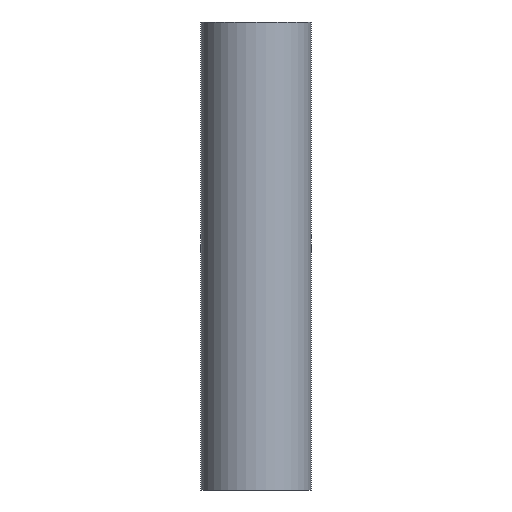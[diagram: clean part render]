
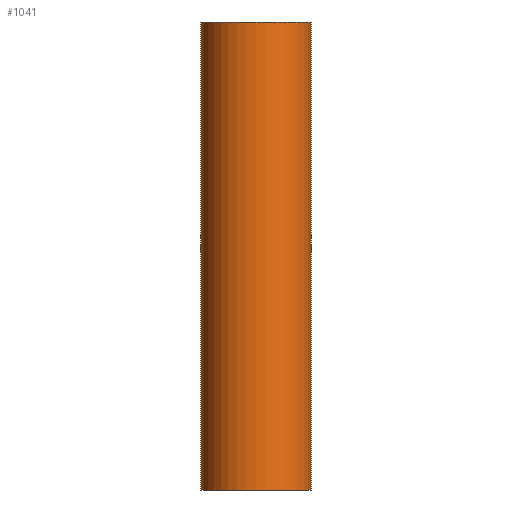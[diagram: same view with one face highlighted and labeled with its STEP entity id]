
A CAD part, front view. The second image highlights one B-rep face of the part: STEP entity #1041.
In plain terms, the highlighted cylindrical face has radius 12.7 mm (diameter 25.4 mm), a partial arc.
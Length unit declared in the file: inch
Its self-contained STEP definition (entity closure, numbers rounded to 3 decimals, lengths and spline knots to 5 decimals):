
#5 = VECTOR ( 'NONE', #1220, 39.37008 ) ;
#25 = VERTEX_POINT ( 'NONE', #493 ) ;
#75 = FACE_OUTER_BOUND ( 'NONE', #820, .T. ) ;
#85 = AXIS2_PLACEMENT_3D ( 'NONE', #897, #803, #500 ) ;
#103 = CARTESIAN_POINT ( 'NONE',  ( -0.5, 0., 2.12598 ) ) ;
#112 = VECTOR ( 'NONE', #203, 39.37008 ) ;
#131 = ORIENTED_EDGE ( 'NONE', *, *, #761, .F. ) ;
#132 = CIRCLE ( 'NONE', #1223, 0.5 ) ;
#175 = AXIS2_PLACEMENT_3D ( 'NONE', #604, #1094, #1314 ) ;
#176 = LINE ( 'NONE', #1001, #5 ) ;
#196 = CARTESIAN_POINT ( 'NONE',  ( 0.5, 0., -2.12598 ) ) ;
#203 = DIRECTION ( 'NONE',  ( 0., 0., -1. ) ) ;
#257 = LINE ( 'NONE', #505, #112 ) ;
#335 = CYLINDRICAL_SURFACE ( 'NONE', #85, 0.5 ) ;
#370 = ORIENTED_EDGE ( 'NONE', *, *, #1252, .T. ) ;
#435 = CARTESIAN_POINT ( 'NONE',  ( 0.5, 0., 2.12598 ) ) ;
#493 = CARTESIAN_POINT ( 'NONE',  ( -0.5, 0., -2.12598 ) ) ;
#500 = DIRECTION ( 'NONE',  ( -1., 0., 0. ) ) ;
#505 = CARTESIAN_POINT ( 'NONE',  ( -0.5, 0., 2.12598 ) ) ;
#604 = CARTESIAN_POINT ( 'NONE',  ( 0., 0., -2.12598 ) ) ;
#636 = VERTEX_POINT ( 'NONE', #103 ) ;
#691 = VERTEX_POINT ( 'NONE', #435 ) ;
#706 = DIRECTION ( 'NONE',  ( 1., 0., 0. ) ) ;
#739 = ORIENTED_EDGE ( 'NONE', *, *, #777, .F. ) ;
#761 = EDGE_CURVE ( 'NONE', #691, #1007, #176, .T. ) ;
#777 = EDGE_CURVE ( 'NONE', #636, #691, #132, .T. ) ;
#803 = DIRECTION ( 'NONE',  ( 0., 0., -1. ) ) ;
#820 = EDGE_LOOP ( 'NONE', ( #131, #739, #370, #1142 ) ) ;
#897 = CARTESIAN_POINT ( 'NONE',  ( 0., 0., 2.12598 ) ) ;
#992 = CARTESIAN_POINT ( 'NONE',  ( 0., 0., 2.12598 ) ) ;
#1001 = CARTESIAN_POINT ( 'NONE',  ( 0.5, 0., 2.12598 ) ) ;
#1007 = VERTEX_POINT ( 'NONE', #196 ) ;
#1041 = ADVANCED_FACE ( 'NONE', ( #75 ), #335, .T. ) ;
#1056 = CIRCLE ( 'NONE', #175, 0.5 ) ;
#1094 = DIRECTION ( 'NONE',  ( 0., 0., 1. ) ) ;
#1142 = ORIENTED_EDGE ( 'NONE', *, *, #1305, .T. ) ;
#1211 = DIRECTION ( 'NONE',  ( 0., 0., 1. ) ) ;
#1220 = DIRECTION ( 'NONE',  ( 0., 0., -1. ) ) ;
#1223 = AXIS2_PLACEMENT_3D ( 'NONE', #992, #1211, #706 ) ;
#1252 = EDGE_CURVE ( 'NONE', #636, #25, #257, .T. ) ;
#1305 = EDGE_CURVE ( 'NONE', #25, #1007, #1056, .T. ) ;
#1314 = DIRECTION ( 'NONE',  ( 1., 0., 0. ) ) ;
